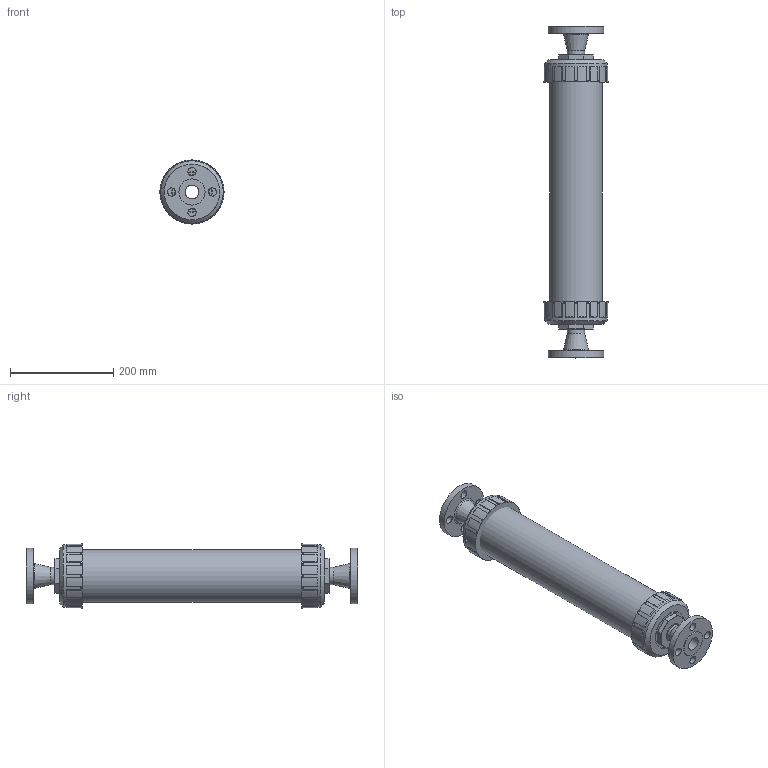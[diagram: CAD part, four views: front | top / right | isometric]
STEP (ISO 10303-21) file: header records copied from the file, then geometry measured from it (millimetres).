
FILE_DESCRIPTION((''),'2;1');
FILE_NAME('CVG-2000-SS-10F_R0.iam.stp','2016-10-28T12:29:20',(''),(''),'Autodesk Inventor 2009','Autodesk Inventor 2009','');
FILE_SCHEMA(('AUTOMOTIVE_DESIGN { 1 0 10303 214 1 1 1 1 }'));
Length unit declared in the file: inch
Products named in the file (6): CVG-2000-SS-10F_R0; CVG-3-2000-METAL-S-10_R1; CVG-6-2000; CVG-1-2000-A_R0; CVG-2-2000_R5; FLG-RF10-WN-CL150
Assembly tree (8 placements, depth 2):
  CVG-2000-SS-10F_R0
    CVG-3-2000-METAL-S-10_R1  x2
    CVG-6-2000  x2
    CVG-1-2000-A_R0
    CVG-2-2000_R5
    FLG-RF10-WN-CL150  x2
Bounding box: 124.21 x 643.64 x 124.21 mm (x, y, z)
Volume: 1935633.1 mm3; surface area: 765779.3 mm2
Topology: 8 solids, 8 shells, 342 faces, 804 edges, 504 vertices
Faces by surface type: plane 108, cylinder 82, cone 76, bspline 72, torus 4
Full cylindrical faces by diameter (mm): 15.748 x8, 26.645 x2, 29.388 x2, 33.401 x2, 34.544 x2, 50.8 x2, 71.755 x2, 76.454 x2, 76.835 x2, 78.105 x2, 80.01 x1, 84.988 x1, 86.36 x2, 86.665 x2, 90.17 x6, 90.932 x1, 94.996 x2, 97.003 x16, 100.203 x14, 101.6 x1, 107.95 x2, 121.158 x2, 124.206 x2
Entity records: 11278 total; most frequent: CARTESIAN_POINT 7158, DIRECTION 816, ORIENTED_EDGE 718, EDGE_CURVE 359, AXIS2_PLACEMENT_3D 320, EDGE_LOOP 280, VERTEX_POINT 265, FACE_OUTER_BOUND 183
